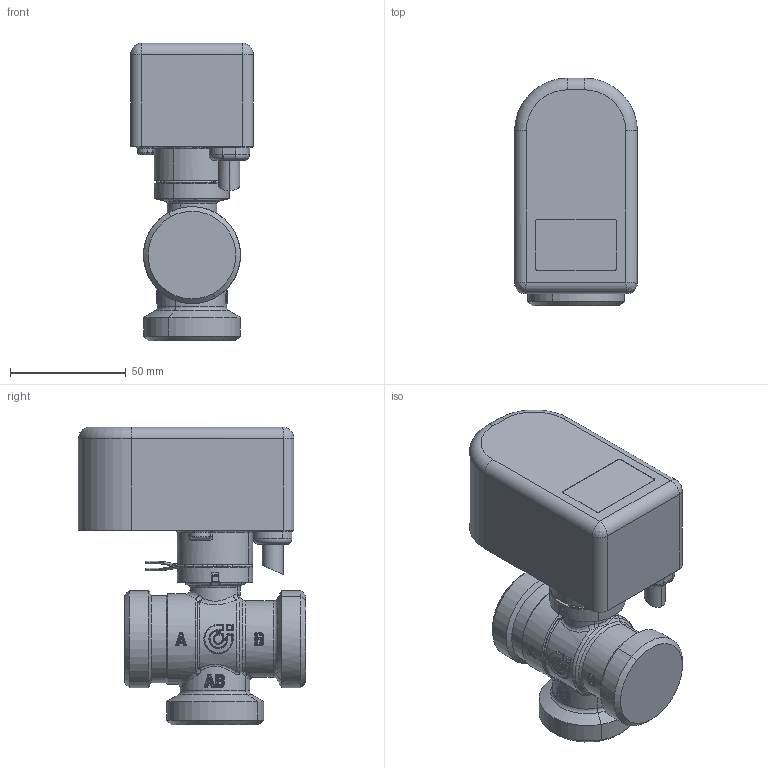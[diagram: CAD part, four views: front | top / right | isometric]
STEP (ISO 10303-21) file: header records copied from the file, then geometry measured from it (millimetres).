
FILE_DESCRIPTION(('CATIA V5 STEP Exchange'),'2;1');
FILE_NAME('STEP_644303_-TST.stp','2017-07-21T09:38:06+00:00',('none'),('none'),'CATIA Version 5-6 Release 2014 SP5','CATIA V5 STEP AP203','none');
FILE_SCHEMA(('CONFIG_CONTROL_DESIGN'));
Products named in the file (1): 644303 -TST
Bounding box: 52.9 x 97.95 x 128.4 mm (x, y, z)
Volume: 340002.1 mm3; surface area: 45279.6 mm2
Topology: 2 solids, 5 shells, 1412 faces, 3321 edges, 1861 vertices
Faces by surface type: bspline 683, cylinder 297, plane 226, sphere 88, torus 69, cone 43, extrusion 6
Entity records: 74091 total; most frequent: CARTESIAN_POINT 49131, ORIENTED_EDGE 6442, EDGE_CURVE 3221, DIRECTION 2563, VERTEX_POINT 1861, B_SPLINE_CURVE_WITH_KNOTS 1833, EDGE_LOOP 1468, ADVANCED_FACE 1412
